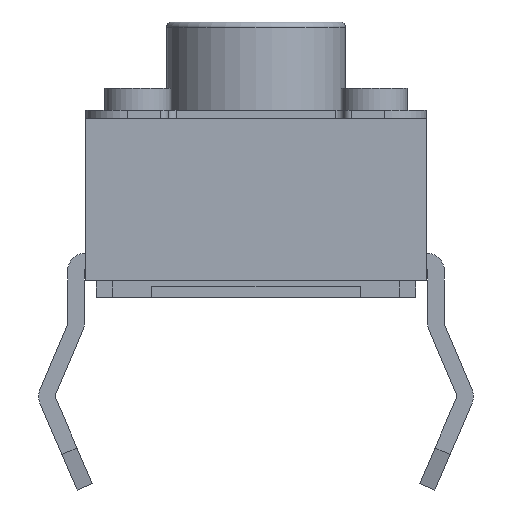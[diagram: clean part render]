
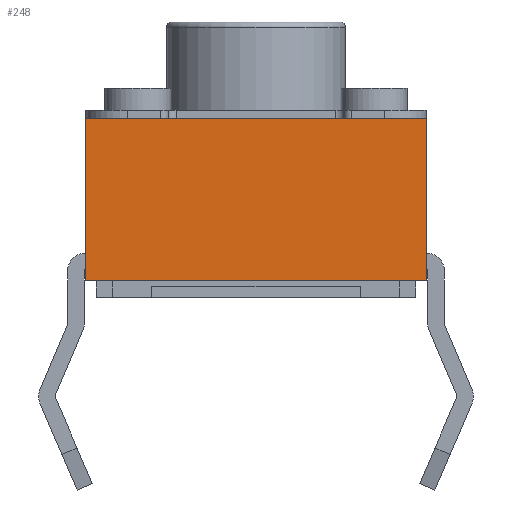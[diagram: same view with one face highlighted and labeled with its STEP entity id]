
A CAD part, front view. The second image highlights one B-rep face of the part: STEP entity #248.
In plain terms, the highlighted planar face has unit normal (0, -1, 0).
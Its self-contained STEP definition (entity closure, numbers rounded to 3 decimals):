
#248 = ADVANCED_FACE( '', ( #634 ), #635, .F. );
#634 = FACE_OUTER_BOUND( '', #1167, .T. );
#635 = PLANE( '', #1168 );
#1167 = EDGE_LOOP( '', ( #1880, #1881, #1882, #1883 ) );
#1168 = AXIS2_PLACEMENT_3D( '', #1884, #1885, #1886 );
#1880 = ORIENTED_EDGE( '', *, *, #3271, .F. );
#1881 = ORIENTED_EDGE( '', *, *, #3390, .F. );
#1882 = ORIENTED_EDGE( '', *, *, #3391, .F. );
#1883 = ORIENTED_EDGE( '', *, *, #3342, .T. );
#1884 = CARTESIAN_POINT( '', ( -3.1, -3.1, 3.25 ) );
#1885 = DIRECTION( '', ( 0., 1., 0. ) );
#1886 = DIRECTION( '', ( 0., 0., 1. ) );
#3271 = EDGE_CURVE( '', #3949, #3951, #3952, .T. );
#3342 = EDGE_CURVE( '', #4078, #3951, #4079, .T. );
#3390 = EDGE_CURVE( '', #4158, #3949, #4159, .T. );
#3391 = EDGE_CURVE( '', #4078, #4158, #4160, .T. );
#3949 = VERTEX_POINT( '', #4937 );
#3951 = VERTEX_POINT( '', #4940 );
#3952 = LINE( '', #4941, #4942 );
#4078 = VERTEX_POINT( '', #5118 );
#4079 = LINE( '', #5119, #5120 );
#4158 = VERTEX_POINT( '', #5229 );
#4159 = LINE( '', #5230, #5231 );
#4160 = LINE( '', #5232, #5233 );
#4937 = CARTESIAN_POINT( '', ( 3.1, -3.1, 0.3 ) );
#4940 = CARTESIAN_POINT( '', ( -3.1, -3.1, 0.3 ) );
#4941 = CARTESIAN_POINT( '', ( 3.1, -3.1, 0.3 ) );
#4942 = VECTOR( '', #6143, 1000. );
#5118 = CARTESIAN_POINT( '', ( -3.1, -3.1, 3.25 ) );
#5119 = CARTESIAN_POINT( '', ( -3.1, -3.1, 3.25 ) );
#5120 = VECTOR( '', #6224, 1000. );
#5229 = CARTESIAN_POINT( '', ( 3.1, -3.1, 3.25 ) );
#5230 = CARTESIAN_POINT( '', ( 3.1, -3.1, 3.25 ) );
#5231 = VECTOR( '', #6276, 1000. );
#5232 = CARTESIAN_POINT( '', ( -3.1, -3.1, 3.25 ) );
#5233 = VECTOR( '', #6277, 1000. );
#6143 = DIRECTION( '', ( -1., 0., 0. ) );
#6224 = DIRECTION( '', ( 0., 0., -1. ) );
#6276 = DIRECTION( '', ( 0., 0., -1. ) );
#6277 = DIRECTION( '', ( 1., 0., 0. ) );
